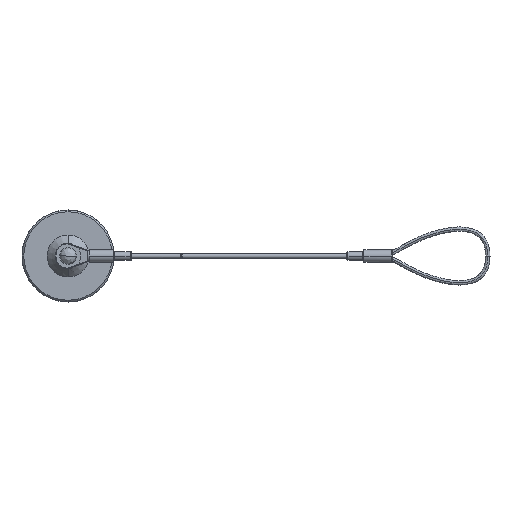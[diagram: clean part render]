
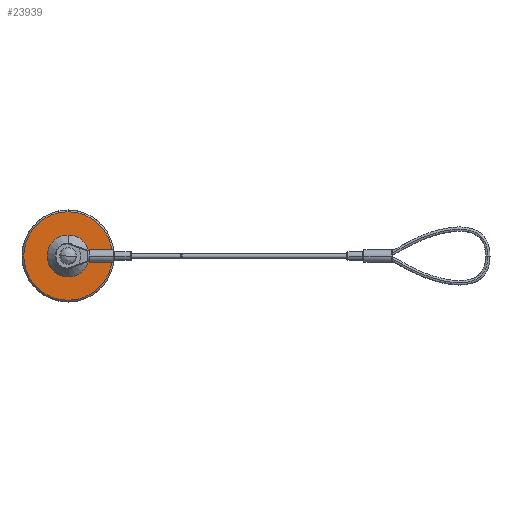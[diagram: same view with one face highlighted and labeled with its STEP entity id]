
A CAD part, left-side view. The second image highlights one B-rep face of the part: STEP entity #23939.
In plain terms, the highlighted face is planar.
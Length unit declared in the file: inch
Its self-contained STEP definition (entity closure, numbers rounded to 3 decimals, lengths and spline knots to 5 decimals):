
#109 = VERTEX_POINT ( 'NONE', #2134 ) ;
#451 = CIRCLE ( 'NONE', #16981, 0.665 ) ;
#710 = ORIENTED_EDGE ( 'NONE', *, *, #7975, .T. ) ;
#853 = DIRECTION ( 'NONE',  ( 1., 0., 0. ) ) ;
#862 = DIRECTION ( 'NONE',  ( 1., 0., 0. ) ) ;
#2134 = CARTESIAN_POINT ( 'NONE',  ( 0.665, 0., -0.14 ) ) ;
#2137 = VERTEX_POINT ( 'NONE', #15882 ) ;
#2990 = DIRECTION ( 'NONE',  ( 0., 0., 1. ) ) ;
#3216 = DIRECTION ( 'NONE',  ( 0., 0., 1. ) ) ;
#5577 = CARTESIAN_POINT ( 'NONE',  ( 0., 0., -0.14 ) ) ;
#5714 = PLANE ( 'NONE',  #11576 ) ;
#6324 = ORIENTED_EDGE ( 'NONE', *, *, #10943, .T. ) ;
#6461 = EDGE_CURVE ( 'NONE', #10359, #14333, #10574, .T. ) ;
#6506 = EDGE_LOOP ( 'NONE', ( #6324, #710 ) ) ;
#7335 = EDGE_CURVE ( 'NONE', #14333, #10359, #9667, .T. ) ;
#7975 = EDGE_CURVE ( 'NONE', #109, #2137, #28929, .T. ) ;
#8155 = DIRECTION ( 'NONE',  ( 0., 0., 1. ) ) ;
#8614 = ORIENTED_EDGE ( 'NONE', *, *, #7335, .F. ) ;
#8666 = AXIS2_PLACEMENT_3D ( 'NONE', #15362, #3216, #17509 ) ;
#9667 = CIRCLE ( 'NONE', #23843, 0.315 ) ;
#9964 = DIRECTION ( 'NONE',  ( 1., 0., 0. ) ) ;
#9988 = CARTESIAN_POINT ( 'NONE',  ( -0.315, 0., -0.14 ) ) ;
#10359 = VERTEX_POINT ( 'NONE', #14541 ) ;
#10574 = CIRCLE ( 'NONE', #8666, 0.315 ) ;
#10943 = EDGE_CURVE ( 'NONE', #2137, #109, #451, .T. ) ;
#11576 = AXIS2_PLACEMENT_3D ( 'NONE', #29065, #8155, #853 ) ;
#12006 = EDGE_LOOP ( 'NONE', ( #8614, #28617 ) ) ;
#12225 = CARTESIAN_POINT ( 'NONE',  ( 0., 0., -0.14 ) ) ;
#12372 = FACE_BOUND ( 'NONE', #12006, .T. ) ;
#14333 = VERTEX_POINT ( 'NONE', #9988 ) ;
#14525 = DIRECTION ( 'NONE',  ( 0., 0., 1. ) ) ;
#14541 = CARTESIAN_POINT ( 'NONE',  ( 0.315, 0., -0.14 ) ) ;
#15362 = CARTESIAN_POINT ( 'NONE',  ( 0., 0., -0.14 ) ) ;
#15882 = CARTESIAN_POINT ( 'NONE',  ( -0.665, 0., -0.14 ) ) ;
#16981 = AXIS2_PLACEMENT_3D ( 'NONE', #19347, #26390, #24099 ) ;
#17509 = DIRECTION ( 'NONE',  ( 1., 0., 0. ) ) ;
#19347 = CARTESIAN_POINT ( 'NONE',  ( 0., 0., -0.14 ) ) ;
#19733 = FACE_OUTER_BOUND ( 'NONE', #6506, .T. ) ;
#23843 = AXIS2_PLACEMENT_3D ( 'NONE', #12225, #14525, #862 ) ;
#23939 = ADVANCED_FACE ( 'NONE', ( #19733, #12372 ), #5714, .T. ) ;
#24099 = DIRECTION ( 'NONE',  ( 1., 0., 0. ) ) ;
#26390 = DIRECTION ( 'NONE',  ( 0., 0., 1. ) ) ;
#27477 = AXIS2_PLACEMENT_3D ( 'NONE', #5577, #2990, #9964 ) ;
#28617 = ORIENTED_EDGE ( 'NONE', *, *, #6461, .F. ) ;
#28929 = CIRCLE ( 'NONE', #27477, 0.665 ) ;
#29065 = CARTESIAN_POINT ( 'NONE',  ( -0.315, 0., -0.14 ) ) ;
